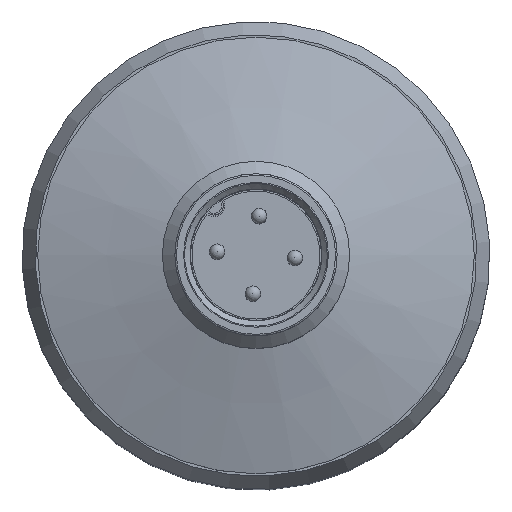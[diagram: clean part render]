
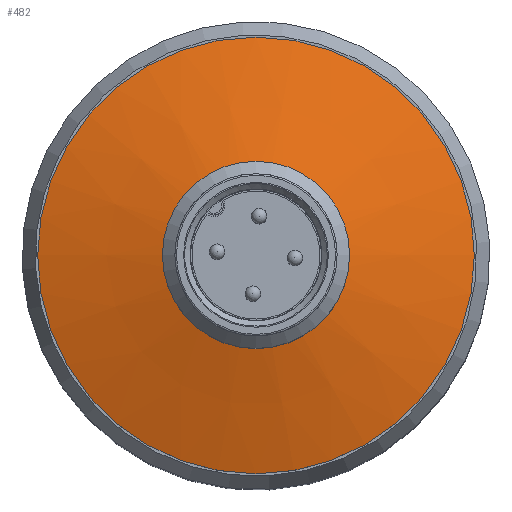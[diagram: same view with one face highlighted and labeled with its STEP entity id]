
A CAD part, top view. The second image highlights one B-rep face of the part: STEP entity #482.
In plain terms, the highlighted conical face has half-angle 74.141 degrees and reference radius 9.6 mm.
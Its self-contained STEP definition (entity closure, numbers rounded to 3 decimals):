
#67=FACE_BOUND('',#162,.T.);
#89=CONICAL_SURFACE('',#550,9.6,74.141);
#110=FACE_OUTER_BOUND('',#161,.T.);
#161=EDGE_LOOP('',(#370));
#162=EDGE_LOOP('',(#371));
#209=CIRCLE('',#543,14.);
#211=CIRCLE('',#551,5.2);
#251=VERTEX_POINT('',#925);
#257=VERTEX_POINT('',#1075);
#301=EDGE_CURVE('',#251,#251,#209,.T.);
#307=EDGE_CURVE('',#257,#257,#211,.T.);
#370=ORIENTED_EDGE('',*,*,#301,.T.);
#371=ORIENTED_EDGE('',*,*,#307,.F.);
#482=ADVANCED_FACE('',(#110,#67),#89,.T.);
#543=AXIS2_PLACEMENT_3D('',#926,#646,#647);
#550=AXIS2_PLACEMENT_3D('',#1074,#660,#661);
#551=AXIS2_PLACEMENT_3D('',#1076,#662,#663);
#646=DIRECTION('center_axis',(0.,0.,
1.));
#647=DIRECTION('ref_axis',(1.,0.,0.));
#660=DIRECTION('center_axis',(0.,0.,
-1.));
#661=DIRECTION('ref_axis',(1.,0.,0.));
#662=DIRECTION('center_axis',(0.,0.,
1.));
#663=DIRECTION('ref_axis',(1.,0.,0.));
#925=CARTESIAN_POINT('',(14.,0.,36.5));
#926=CARTESIAN_POINT('Origin',(0.,0.,
36.5));
#1074=CARTESIAN_POINT('Origin',(0.,0.,
37.75));
#1075=CARTESIAN_POINT('',(5.2,0.,39.));
#1076=CARTESIAN_POINT('Origin',(0.,0.,
39.));
